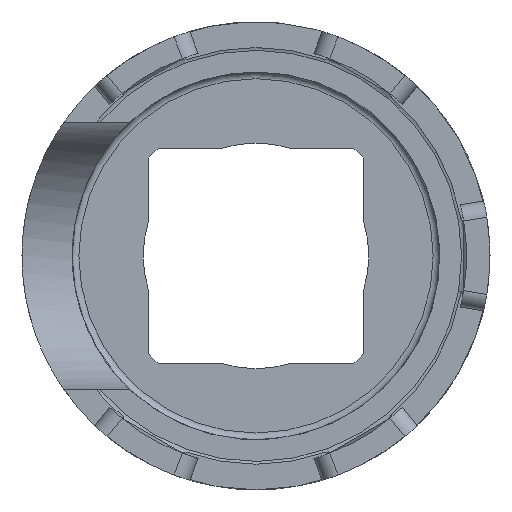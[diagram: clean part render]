
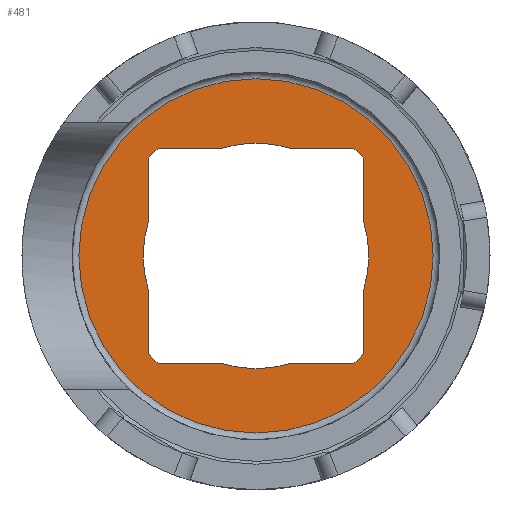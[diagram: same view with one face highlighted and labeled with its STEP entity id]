
A CAD part, left-side view. The second image highlights one B-rep face of the part: STEP entity #481.
In plain terms, the highlighted planar face has unit normal (-1, 0, 0).
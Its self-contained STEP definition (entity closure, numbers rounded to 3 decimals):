
#481 = ADVANCED_FACE( '', ( #967, #968 ), #969, .T. );
#967 = FACE_BOUND( '', #1452, .T. );
#968 = FACE_OUTER_BOUND( '', #1453, .T. );
#969 = PLANE( '', #1454 );
#1452 = EDGE_LOOP( '', ( #2892, #2893, #2894, #2895, #2896, #2897, #2898, #2899, #2900, #2901, #2902, #2903, #2904, #2905, #2906, #2907 ) );
#1453 = EDGE_LOOP( '', ( #2908 ) );
#1454 = AXIS2_PLACEMENT_3D( '', #2909, #2910, #2911 );
#2892 = ORIENTED_EDGE( '', *, *, #3243, .F. );
#2893 = ORIENTED_EDGE( '', *, *, #3490, .F. );
#2894 = ORIENTED_EDGE( '', *, *, #3484, .F. );
#2895 = ORIENTED_EDGE( '', *, *, #3123, .F. );
#2896 = ORIENTED_EDGE( '', *, *, #2975, .F. );
#2897 = ORIENTED_EDGE( '', *, *, #3308, .F. );
#2898 = ORIENTED_EDGE( '', *, *, #3338, .F. );
#2899 = ORIENTED_EDGE( '', *, *, #3394, .F. );
#2900 = ORIENTED_EDGE( '', *, *, #3311, .F. );
#2901 = ORIENTED_EDGE( '', *, *, #3240, .F. );
#2902 = ORIENTED_EDGE( '', *, *, #3155, .F. );
#2903 = ORIENTED_EDGE( '', *, *, #3260, .F. );
#2904 = ORIENTED_EDGE( '', *, *, #3231, .F. );
#2905 = ORIENTED_EDGE( '', *, *, #3056, .F. );
#2906 = ORIENTED_EDGE( '', *, *, #3550, .F. );
#2907 = ORIENTED_EDGE( '', *, *, #3210, .F. );
#2908 = ORIENTED_EDGE( '', *, *, #3070, .T. );
#2909 = CARTESIAN_POINT( '', ( -15., 0., 6.75 ) );
#2910 = DIRECTION( '', ( -1., 0., 0. ) );
#2911 = DIRECTION( '', ( 0., 0., 1. ) );
#2975 = EDGE_CURVE( '', #3570, #3571, #3572, .T. );
#3056 = EDGE_CURVE( '', #3717, #3718, #3719, .T. );
#3070 = EDGE_CURVE( '', #3740, #3740, #3741, .T. );
#3123 = EDGE_CURVE( '', #3571, #3827, #3830, .T. );
#3155 = EDGE_CURVE( '', #3882, #3883, #3884, .T. );
#3210 = EDGE_CURVE( '', #3969, #3965, #3971, .T. );
#3231 = EDGE_CURVE( '', #3718, #4006, #4007, .T. );
#3240 = EDGE_CURVE( '', #3883, #4020, #4021, .T. );
#3243 = EDGE_CURVE( '', #4024, #3969, #4025, .T. );
#3260 = EDGE_CURVE( '', #4006, #3882, #4049, .T. );
#3308 = EDGE_CURVE( '', #4118, #3570, #4119, .T. );
#3311 = EDGE_CURVE( '', #4020, #4122, #4123, .T. );
#3338 = EDGE_CURVE( '', #4165, #4118, #4166, .T. );
#3394 = EDGE_CURVE( '', #4122, #4165, #4244, .T. );
#3484 = EDGE_CURVE( '', #3827, #4351, #4352, .T. );
#3490 = EDGE_CURVE( '', #4351, #4024, #4358, .T. );
#3550 = EDGE_CURVE( '', #3965, #3717, #4421, .T. );
#3570 = VERTEX_POINT( '', #4444 );
#3571 = VERTEX_POINT( '', #4445 );
#3572 = LINE( '', #4446, #4447 );
#3717 = VERTEX_POINT( '', #4847 );
#3718 = VERTEX_POINT( '', #4848 );
#3719 = LINE( '', #4849, #4850 );
#3740 = VERTEX_POINT( '', #4970 );
#3741 = CIRCLE( '', #4971, 10.6 );
#3827 = VERTEX_POINT( '', #5134 );
#3830 = CIRCLE( '', #5138, 6.75 );
#3882 = VERTEX_POINT( '', #5250 );
#3883 = VERTEX_POINT( '', #5251 );
#3884 = LINE( '', #5252, #5253 );
#3965 = VERTEX_POINT( '', #5394 );
#3969 = VERTEX_POINT( '', #5399 );
#3971 = CIRCLE( '', #5402, 6.75 );
#4006 = VERTEX_POINT( '', #5490 );
#4007 = LINE( '', #5491, #5492 );
#4020 = VERTEX_POINT( '', #5545 );
#4021 = LINE( '', #5546, #5547 );
#4024 = VERTEX_POINT( '', #5551 );
#4025 = LINE( '', #5552, #5553 );
#4049 = CIRCLE( '', #5626, 6.75 );
#4118 = VERTEX_POINT( '', #5803 );
#4119 = LINE( '', #5804, #5805 );
#4122 = VERTEX_POINT( '', #5809 );
#4123 = LINE( '', #5810, #5811 );
#4165 = VERTEX_POINT( '', #5897 );
#4166 = LINE( '', #5898, #5899 );
#4244 = CIRCLE( '', #6115, 6.75 );
#4351 = VERTEX_POINT( '', #6510 );
#4352 = LINE( '', #6511, #6512 );
#4358 = LINE( '', #6548, #6549 );
#4421 = LINE( '', #6630, #6631 );
#4444 = CARTESIAN_POINT( '', ( -15., 5.854, -6.45 ) );
#4445 = CARTESIAN_POINT( '', ( -15., 1.99, -6.45 ) );
#4446 = CARTESIAN_POINT( '', ( -15., 0., -6.45 ) );
#4447 = VECTOR( '', #6645, 1000. );
#4847 = CARTESIAN_POINT( '', ( -15., -6.45, 5.854 ) );
#4848 = CARTESIAN_POINT( '', ( -15., -5.854, 6.45 ) );
#4849 = CARTESIAN_POINT( '', ( -15., -2.777, 9.527 ) );
#4850 = VECTOR( '', #6732, 1000. );
#4970 = CARTESIAN_POINT( '', ( -15., 0., 10.6 ) );
#4971 = AXIS2_PLACEMENT_3D( '', #6747, #6748, #6749 );
#5134 = CARTESIAN_POINT( '', ( -15., -1.99, -6.45 ) );
#5138 = AXIS2_PLACEMENT_3D( '', #6799, #6800, #6801 );
#5250 = CARTESIAN_POINT( '', ( -15., 1.99, 6.45 ) );
#5251 = CARTESIAN_POINT( '', ( -15., 5.854, 6.45 ) );
#5252 = CARTESIAN_POINT( '', ( -15., 0., 6.45 ) );
#5253 = VECTOR( '', #6832, 1000. );
#5394 = CARTESIAN_POINT( '', ( -15., -6.45, 1.99 ) );
#5399 = CARTESIAN_POINT( '', ( -15., -6.45, -1.99 ) );
#5402 = AXIS2_PLACEMENT_3D( '', #6896, #6897, #6898 );
#5490 = CARTESIAN_POINT( '', ( -15., -1.99, 6.45 ) );
#5491 = CARTESIAN_POINT( '', ( -15., 0., 6.45 ) );
#5492 = VECTOR( '', #6921, 1000. );
#5545 = CARTESIAN_POINT( '', ( -15., 6.45, 5.854 ) );
#5546 = CARTESIAN_POINT( '', ( -15., 2.777, 9.527 ) );
#5547 = VECTOR( '', #6925, 1000. );
#5551 = CARTESIAN_POINT( '', ( -15., -6.45, -5.854 ) );
#5552 = CARTESIAN_POINT( '', ( -15., -6.45, 6.75 ) );
#5553 = VECTOR( '', #6927, 1000. );
#5626 = AXIS2_PLACEMENT_3D( '', #6944, #6945, #6946 );
#5803 = CARTESIAN_POINT( '', ( -15., 6.45, -5.854 ) );
#5804 = CARTESIAN_POINT( '', ( -15., 9.527, -2.777 ) );
#5805 = VECTOR( '', #6993, 1000. );
#5809 = CARTESIAN_POINT( '', ( -15., 6.45, 1.99 ) );
#5810 = CARTESIAN_POINT( '', ( -15., 6.45, 6.75 ) );
#5811 = VECTOR( '', #6995, 1000. );
#5897 = CARTESIAN_POINT( '', ( -15., 6.45, -1.99 ) );
#5898 = CARTESIAN_POINT( '', ( -15., 6.45, 6.75 ) );
#5899 = VECTOR( '', #7018, 1000. );
#6115 = AXIS2_PLACEMENT_3D( '', #7080, #7081, #7082 );
#6510 = CARTESIAN_POINT( '', ( -15., -5.854, -6.45 ) );
#6511 = CARTESIAN_POINT( '', ( -15., 0., -6.45 ) );
#6512 = VECTOR( '', #7194, 1000. );
#6548 = CARTESIAN_POINT( '', ( -15., -9.527, -2.777 ) );
#6549 = VECTOR( '', #7196, 1000. );
#6630 = CARTESIAN_POINT( '', ( -15., -6.45, 6.75 ) );
#6631 = VECTOR( '', #7233, 1000. );
#6645 = DIRECTION( '', ( 0., -1., 0. ) );
#6732 = DIRECTION( '', ( 0., 0.707, 0.707 ) );
#6747 = CARTESIAN_POINT( '', ( -15., 0., 0. ) );
#6748 = DIRECTION( '', ( -1., 0., 0. ) );
#6749 = DIRECTION( '', ( 0., 0., 1. ) );
#6799 = CARTESIAN_POINT( '', ( -15., 0., 0. ) );
#6800 = DIRECTION( '', ( -1., 0., 0. ) );
#6801 = DIRECTION( '', ( 0., 0., 1. ) );
#6832 = DIRECTION( '', ( 0., 1., 0. ) );
#6896 = CARTESIAN_POINT( '', ( -15., 0., 0. ) );
#6897 = DIRECTION( '', ( -1., 0., 0. ) );
#6898 = DIRECTION( '', ( 0., 0., 1. ) );
#6921 = DIRECTION( '', ( 0., 1., 0. ) );
#6925 = DIRECTION( '', ( 0., 0.707, -0.707 ) );
#6927 = DIRECTION( '', ( 0., 0., 1. ) );
#6944 = CARTESIAN_POINT( '', ( -15., 0., 0. ) );
#6945 = DIRECTION( '', ( -1., 0., 0. ) );
#6946 = DIRECTION( '', ( 0., 0., 1. ) );
#6993 = DIRECTION( '', ( 0., -0.707, -0.707 ) );
#6995 = DIRECTION( '', ( 0., 0., -1. ) );
#7018 = DIRECTION( '', ( 0., 0., -1. ) );
#7080 = CARTESIAN_POINT( '', ( -15., 0., 0. ) );
#7081 = DIRECTION( '', ( -1., 0., 0. ) );
#7082 = DIRECTION( '', ( 0., 0., 1. ) );
#7194 = DIRECTION( '', ( 0., -1., 0. ) );
#7196 = DIRECTION( '', ( 0., -0.707, 0.707 ) );
#7233 = DIRECTION( '', ( 0., 0., 1. ) );
